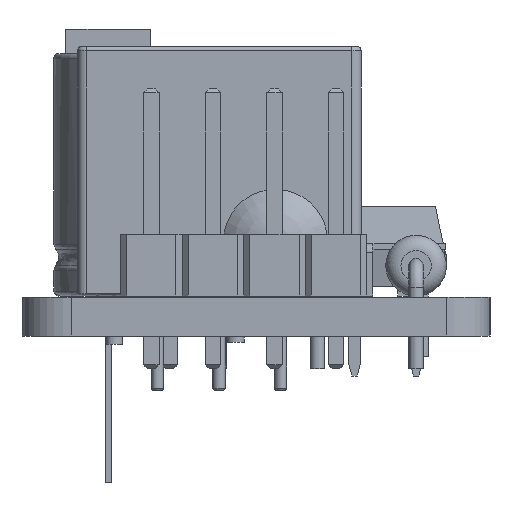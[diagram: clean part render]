
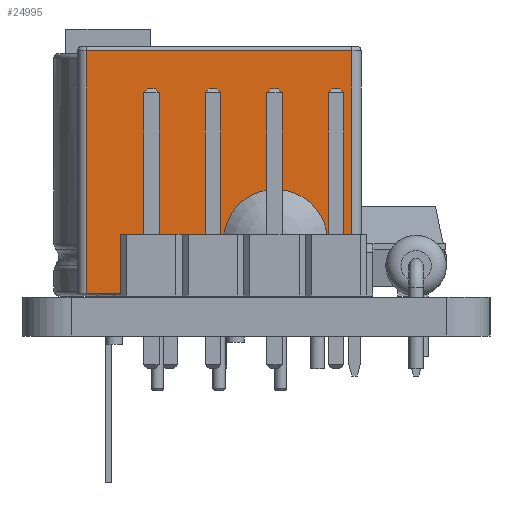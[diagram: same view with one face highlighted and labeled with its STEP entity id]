
A CAD part, left-side view. The second image highlights one B-rep face of the part: STEP entity #24995.
In plain terms, the highlighted face is planar.
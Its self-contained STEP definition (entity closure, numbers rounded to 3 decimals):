
#24401 = PLANE('',#24402);
#24402 = AXIS2_PLACEMENT_3D('',#24403,#24404,#24405);
#24403 = CARTESIAN_POINT('',(2.55,1.8,0.1));
#24404 = DIRECTION('',(0.,0.,-1.));
#24405 = DIRECTION('',(-1.,0.,0.));
#24478 = VERTEX_POINT('',#24479);
#24479 = CARTESIAN_POINT('',(8.02,-2.,0.1));
#24498 = CYLINDRICAL_SURFACE('',#24499,0.38);
#24499 = AXIS2_PLACEMENT_3D('',#24500,#24501,#24502);
#24500 = CARTESIAN_POINT('',(8.02,-1.62,0.1));
#24501 = DIRECTION('',(0.,0.,1.));
#24502 = DIRECTION('',(0.,-1.,0.));
#24510 = EDGE_CURVE('',#24478,#24511,#24513,.T.);
#24511 = VERTEX_POINT('',#24512);
#24512 = CARTESIAN_POINT('',(-2.92,-2.,0.1));
#24513 = SURFACE_CURVE('',#24514,(#24518,#24525),.PCURVE_S1.);
#24514 = LINE('',#24515,#24516);
#24515 = CARTESIAN_POINT('',(8.4,-2.,0.1));
#24516 = VECTOR('',#24517,1.);
#24517 = DIRECTION('',(-1.,0.,0.));
#24518 = PCURVE('',#24401,#24519);
#24519 = DEFINITIONAL_REPRESENTATION('',(#24520),#24524);
#24520 = LINE('',#24521,#24522);
#24521 = CARTESIAN_POINT('',(-5.85,-3.8));
#24522 = VECTOR('',#24523,1.);
#24523 = DIRECTION('',(1.,0.));
#24524 = ( GEOMETRIC_REPRESENTATION_CONTEXT(2) 
PARAMETRIC_REPRESENTATION_CONTEXT() REPRESENTATION_CONTEXT('2D SPACE',''
  ) );
#24525 = PCURVE('',#24526,#24531);
#24526 = PLANE('',#24527);
#24527 = AXIS2_PLACEMENT_3D('',#24528,#24529,#24530);
#24528 = CARTESIAN_POINT('',(8.4,-2.,0.1));
#24529 = DIRECTION('',(0.,-1.,0.));
#24530 = DIRECTION('',(-1.,0.,0.));
#24531 = DEFINITIONAL_REPRESENTATION('',(#24532),#24536);
#24532 = LINE('',#24533,#24534);
#24533 = CARTESIAN_POINT('',(0.,0.));
#24534 = VECTOR('',#24535,1.);
#24535 = DIRECTION('',(1.,0.));
#24536 = ( GEOMETRIC_REPRESENTATION_CONTEXT(2) 
PARAMETRIC_REPRESENTATION_CONTEXT() REPRESENTATION_CONTEXT('2D SPACE',''
  ) );
#24555 = CYLINDRICAL_SURFACE('',#24556,0.38);
#24556 = AXIS2_PLACEMENT_3D('',#24557,#24558,#24559);
#24557 = CARTESIAN_POINT('',(-2.92,-1.62,0.1));
#24558 = DIRECTION('',(0.,0.,1.));
#24559 = DIRECTION('',(0.,-1.,0.));
#24890 = EDGE_CURVE('',#24478,#24891,#24893,.T.);
#24891 = VERTEX_POINT('',#24892);
#24892 = CARTESIAN_POINT('',(8.02,-2.,10.11));
#24893 = SURFACE_CURVE('',#24894,(#24898,#24905),.PCURVE_S1.);
#24894 = LINE('',#24895,#24896);
#24895 = CARTESIAN_POINT('',(8.02,-2.,0.1));
#24896 = VECTOR('',#24897,1.);
#24897 = DIRECTION('',(0.,0.,1.));
#24898 = PCURVE('',#24498,#24899);
#24899 = DEFINITIONAL_REPRESENTATION('',(#24900),#24904);
#24900 = LINE('',#24901,#24902);
#24901 = CARTESIAN_POINT('',(0.,0.));
#24902 = VECTOR('',#24903,1.);
#24903 = DIRECTION('',(0.,1.));
#24904 = ( GEOMETRIC_REPRESENTATION_CONTEXT(2) 
PARAMETRIC_REPRESENTATION_CONTEXT() REPRESENTATION_CONTEXT('2D SPACE',''
  ) );
#24905 = PCURVE('',#24526,#24906);
#24906 = DEFINITIONAL_REPRESENTATION('',(#24907),#24911);
#24907 = LINE('',#24908,#24909);
#24908 = CARTESIAN_POINT('',(0.38,0.));
#24909 = VECTOR('',#24910,1.);
#24910 = DIRECTION('',(0.,-1.));
#24911 = ( GEOMETRIC_REPRESENTATION_CONTEXT(2) 
PARAMETRIC_REPRESENTATION_CONTEXT() REPRESENTATION_CONTEXT('2D SPACE',''
  ) );
#24995 = ADVANCED_FACE('',(#24996),#24526,.T.);
#24996 = FACE_BOUND('',#24997,.T.);
#24997 = EDGE_LOOP('',(#24998,#24999,#25027,#25048));
#24998 = ORIENTED_EDGE('',*,*,#24890,.T.);
#24999 = ORIENTED_EDGE('',*,*,#25000,.T.);
#25000 = EDGE_CURVE('',#24891,#25001,#25003,.T.);
#25001 = VERTEX_POINT('',#25002);
#25002 = CARTESIAN_POINT('',(-2.92,-2.,10.11));
#25003 = SURFACE_CURVE('',#25004,(#25008,#25015),.PCURVE_S1.);
#25004 = LINE('',#25005,#25006);
#25005 = CARTESIAN_POINT('',(8.02,-2.,10.11));
#25006 = VECTOR('',#25007,1.);
#25007 = DIRECTION('',(-1.,0.,0.));
#25008 = PCURVE('',#24526,#25009);
#25009 = DEFINITIONAL_REPRESENTATION('',(#25010),#25014);
#25010 = LINE('',#25011,#25012);
#25011 = CARTESIAN_POINT('',(0.38,-10.01));
#25012 = VECTOR('',#25013,1.);
#25013 = DIRECTION('',(1.,0.));
#25014 = ( GEOMETRIC_REPRESENTATION_CONTEXT(2) 
PARAMETRIC_REPRESENTATION_CONTEXT() REPRESENTATION_CONTEXT('2D SPACE',''
  ) );
#25015 = PCURVE('',#25016,#25021);
#25016 = CYLINDRICAL_SURFACE('',#25017,0.19);
#25017 = AXIS2_PLACEMENT_3D('',#25018,#25019,#25020);
#25018 = CARTESIAN_POINT('',(8.02,-1.81,10.11));
#25019 = DIRECTION('',(-1.,0.,0.));
#25020 = DIRECTION('',(0.,-1.,0.));
#25021 = DEFINITIONAL_REPRESENTATION('',(#25022),#25026);
#25022 = LINE('',#25023,#25024);
#25023 = CARTESIAN_POINT('',(0.,0.));
#25024 = VECTOR('',#25025,1.);
#25025 = DIRECTION('',(0.,1.));
#25026 = ( GEOMETRIC_REPRESENTATION_CONTEXT(2) 
PARAMETRIC_REPRESENTATION_CONTEXT() REPRESENTATION_CONTEXT('2D SPACE',''
  ) );
#25027 = ORIENTED_EDGE('',*,*,#25028,.F.);
#25028 = EDGE_CURVE('',#24511,#25001,#25029,.T.);
#25029 = SURFACE_CURVE('',#25030,(#25034,#25041),.PCURVE_S1.);
#25030 = LINE('',#25031,#25032);
#25031 = CARTESIAN_POINT('',(-2.92,-2.,0.1));
#25032 = VECTOR('',#25033,1.);
#25033 = DIRECTION('',(0.,0.,1.));
#25034 = PCURVE('',#24526,#25035);
#25035 = DEFINITIONAL_REPRESENTATION('',(#25036),#25040);
#25036 = LINE('',#25037,#25038);
#25037 = CARTESIAN_POINT('',(11.32,0.));
#25038 = VECTOR('',#25039,1.);
#25039 = DIRECTION('',(0.,-1.));
#25040 = ( GEOMETRIC_REPRESENTATION_CONTEXT(2) 
PARAMETRIC_REPRESENTATION_CONTEXT() REPRESENTATION_CONTEXT('2D SPACE',''
  ) );
#25041 = PCURVE('',#24555,#25042);
#25042 = DEFINITIONAL_REPRESENTATION('',(#25043),#25047);
#25043 = LINE('',#25044,#25045);
#25044 = CARTESIAN_POINT('',(6.283,0.));
#25045 = VECTOR('',#25046,1.);
#25046 = DIRECTION('',(0.,1.));
#25047 = ( GEOMETRIC_REPRESENTATION_CONTEXT(2) 
PARAMETRIC_REPRESENTATION_CONTEXT() REPRESENTATION_CONTEXT('2D SPACE',''
  ) );
#25048 = ORIENTED_EDGE('',*,*,#24510,.F.);
